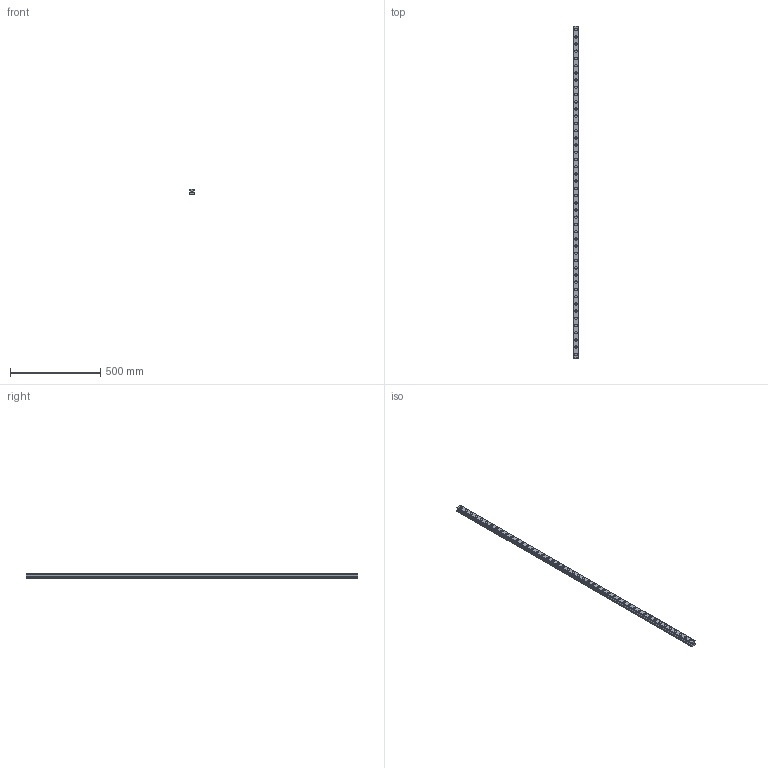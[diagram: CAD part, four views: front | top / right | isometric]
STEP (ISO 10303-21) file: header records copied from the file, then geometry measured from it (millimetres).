
FILE_DESCRIPTION(('STEP AP214'),'1');
FILE_NAME('cctmp_5504B3C6-C0FE-4F45-B542-FF6DB279F4EB_2021_03_11_14_31_53_0134..stp','2021-03-11T13:31:53',('HIWIN GmbH'),('CADClick - www.CADClick.com'),'Spatial InterOp 3D',' ','unknown authorization');
FILE_SCHEMA(('AUTOMOTIVE_DESIGN'));
Length unit declared in the file: millimetre
Products named in the file (1): RGR30R1840H_FILE
Bounding box: 28 x 1840 x 28 mm (x, y, z)
Volume: 1055909.6 mm3; surface area: 273400.1 mm2
Topology: 1 solids, 1 shells, 529 faces, 1155 edges, 770 vertices
Faces by surface type: cylinder 294, plane 235
Entity records: 18993 total; most frequent: DIRECTION 2803, CARTESIAN_POINT 2455, ORIENTED_EDGE 2310, EDGE_CURVE 1155, AXIS2_PLACEMENT_3D 1118, VERTEX_POINT 770, EDGE_LOOP 671, CIRCLE 588
